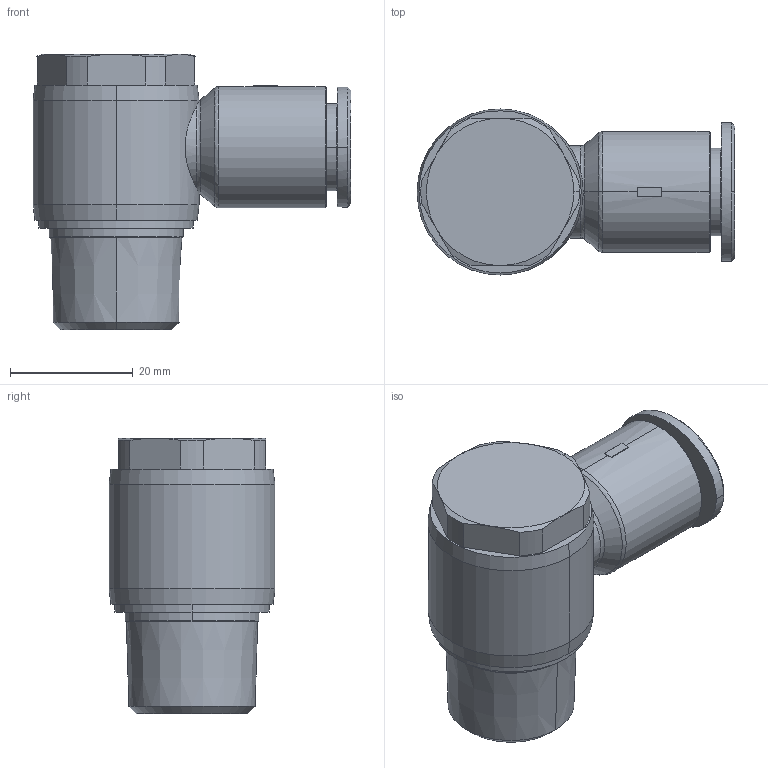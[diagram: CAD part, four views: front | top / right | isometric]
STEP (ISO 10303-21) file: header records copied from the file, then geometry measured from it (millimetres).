
FILE_DESCRIPTION (( 'STEP AP214' ), '1' );
FILE_NAME ('PH12-04.stp', '2015-08-28T09:36:24', ( '' ), ( '' ), 'SwSTEP 2.0', 'SolidWorks 2015', '' );
FILE_SCHEMA (( 'AUTOMOTIVE_DESIGN' ));
Length unit declared in the file: millimetre
Products named in the file (2): PH12-04; ｦ+ﾃｦ1
Assembly tree (1 placements, depth 2):
  PH12-04
    ｦ+ﾃｦ1
Bounding box: 51.7 x 27 x 44.8 mm (x, y, z)
Volume: 20414.6 mm3; surface area: 8948.3 mm2
Topology: 1 solids, 1 shells, 418 faces, 1168 edges, 769 vertices
Faces by surface type: plane 353, cone 29, cylinder 23, bspline 11, torus 2
Entity records: 14803 total; most frequent: CARTESIAN_POINT 3309, ORIENTED_EDGE 2332, DIRECTION 2036, EDGE_CURVE 1166, VECTOR 1038, LINE 1038, VERTEX_POINT 769, AXIS2_PLACEMENT_3D 499
